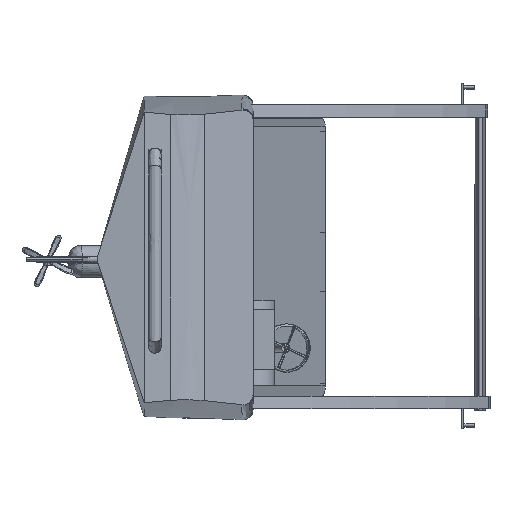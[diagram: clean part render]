
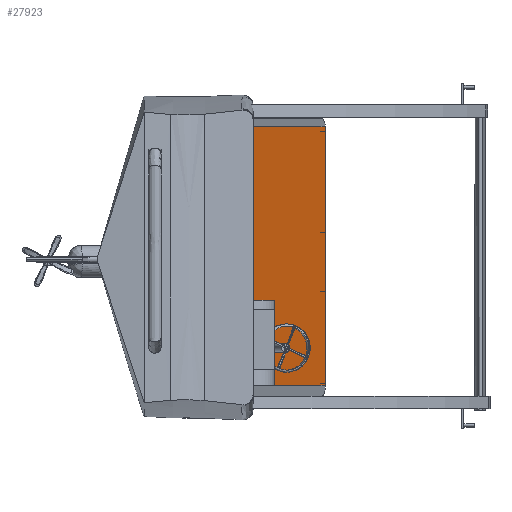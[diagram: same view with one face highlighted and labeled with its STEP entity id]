
A CAD part, left-side view. The second image highlights one B-rep face of the part: STEP entity #27923.
In plain terms, the highlighted free-form (B-spline) face has degree [1, 1] with [2, 2] control points.
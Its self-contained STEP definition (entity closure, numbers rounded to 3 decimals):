
#27838 = VERTEX_POINT('',#27839);
#27839 = CARTESIAN_POINT('',(42.705,0.359,
    -27.355));
#27844 = EDGE_CURVE('',#27838,#27845,#27847,.T.);
#27845 = VERTEX_POINT('',#27846);
#27846 = CARTESIAN_POINT('',(42.705,0.359,
    27.889));
#27847 = B_SPLINE_CURVE_WITH_KNOTS('',1,(#27848,#27849),.UNSPECIFIED.,
  .F.,.F.,(2,2),(-45.986,15.527),
  .PIECEWISE_BEZIER_KNOTS.);
#27848 = CARTESIAN_POINT('',(42.705,0.359,
    -27.355));
#27849 = CARTESIAN_POINT('',(42.705,0.359,
    27.889));
#27923 = ADVANCED_FACE('',(#27924),#27946,.F.);
#27924 = FACE_BOUND('',#27925,.T.);
#27925 = EDGE_LOOP('',(#27926,#27933,#27934,#27941));
#27926 = ORIENTED_EDGE('',*,*,#27927,.F.);
#27927 = EDGE_CURVE('',#27845,#27928,#27930,.T.);
#27928 = VERTEX_POINT('',#27929);
#27929 = CARTESIAN_POINT('',(38.443,-15.356,
    27.889));
#27930 = B_SPLINE_CURVE_WITH_KNOTS('',1,(#27931,#27932),.UNSPECIFIED.,
  .F.,.F.,(2,2),(-18.131,0.),.PIECEWISE_BEZIER_KNOTS.);
#27931 = CARTESIAN_POINT('',(42.705,0.359,
    27.889));
#27932 = CARTESIAN_POINT('',(38.443,-15.356,
    27.889));
#27933 = ORIENTED_EDGE('',*,*,#27844,.F.);
#27934 = ORIENTED_EDGE('',*,*,#27935,.F.);
#27935 = EDGE_CURVE('',#27936,#27838,#27938,.T.);
#27936 = VERTEX_POINT('',#27937);
#27937 = CARTESIAN_POINT('',(38.443,-15.356,
    -27.355));
#27938 = B_SPLINE_CURVE_WITH_KNOTS('',1,(#27939,#27940),.UNSPECIFIED.,
  .F.,.F.,(2,2),(0.,18.131),.PIECEWISE_BEZIER_KNOTS.);
#27939 = CARTESIAN_POINT('',(38.443,-15.356,
    -27.355));
#27940 = CARTESIAN_POINT('',(42.705,0.359,
    -27.355));
#27941 = ORIENTED_EDGE('',*,*,#27942,.F.);
#27942 = EDGE_CURVE('',#27928,#27936,#27943,.T.);
#27943 = B_SPLINE_CURVE_WITH_KNOTS('',1,(#27944,#27945),.UNSPECIFIED.,
  .F.,.F.,(2,2),(-15.527,45.986),
  .PIECEWISE_BEZIER_KNOTS.);
#27944 = CARTESIAN_POINT('',(38.443,-15.356,
    27.889));
#27945 = CARTESIAN_POINT('',(38.443,-15.356,
    -27.355));
#27946 = B_SPLINE_SURFACE_WITH_KNOTS('',1,1,(
    (#27947,#27948)
    ,(#27949,#27950
    )),.UNSPECIFIED.,.F.,.F.,.F.,(2,2),(2,2),(0.,61.513),(0.,
    18.131),.PIECEWISE_BEZIER_KNOTS.);
#27947 = CARTESIAN_POINT('',(38.443,-15.356,
    27.889));
#27948 = CARTESIAN_POINT('',(42.705,0.359,
    27.889));
#27949 = CARTESIAN_POINT('',(38.443,-15.356,
    -27.355));
#27950 = CARTESIAN_POINT('',(42.705,0.359,
    -27.355));
